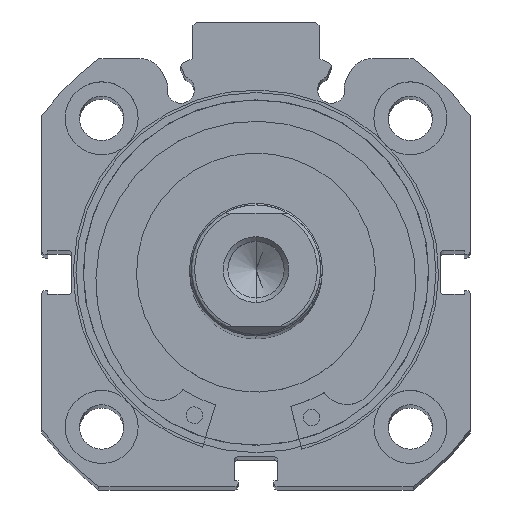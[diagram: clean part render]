
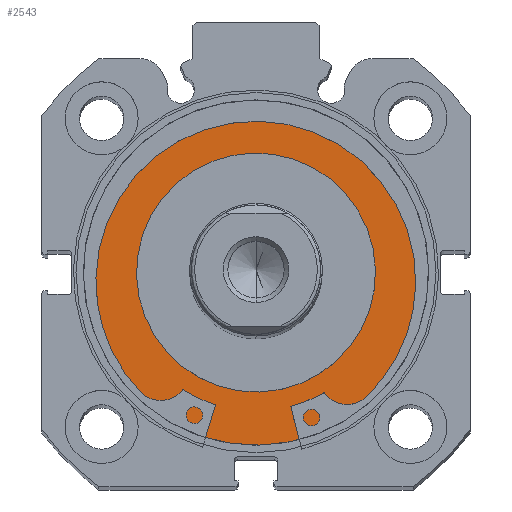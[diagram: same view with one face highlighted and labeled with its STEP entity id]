
A CAD part, top view. The second image highlights one B-rep face of the part: STEP entity #2543.
In plain terms, the highlighted face is planar.
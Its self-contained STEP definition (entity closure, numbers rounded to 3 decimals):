
#33 = CARTESIAN_POINT ( 'NONE',  ( 3.5, 0., 18. ) ) ;
#38 = CARTESIAN_POINT ( 'NONE',  ( 3.5, 0., -18. ) ) ;
#57 = CARTESIAN_POINT ( 'NONE',  ( 3.5, 0., -26. ) ) ;
#59 = CARTESIAN_POINT ( 'NONE',  ( 3.5, 0., 26. ) ) ;
#617 = EDGE_LOOP ( 'NONE', ( #695, #693 ) ) ;
#657 = EDGE_LOOP ( 'NONE', ( #696, #694 ) ) ;
#693 = ORIENTED_EDGE ( 'NONE', *, *, #2100, .T. ) ;
#694 = ORIENTED_EDGE ( 'NONE', *, *, #2099, .F. ) ;
#695 = ORIENTED_EDGE ( 'NONE', *, *, #2086, .T. ) ;
#696 = ORIENTED_EDGE ( 'NONE', *, *, #2091, .F. ) ;
#898 = VERTEX_POINT ( 'NONE', #59 ) ;
#899 = VERTEX_POINT ( 'NONE', #57 ) ;
#916 = VERTEX_POINT ( 'NONE', #38 ) ;
#918 = VERTEX_POINT ( 'NONE', #33 ) ;
#2086 = EDGE_CURVE ( 'NONE', #898, #899, #6290, .T. ) ;
#2091 = EDGE_CURVE ( 'NONE', #918, #916, #6297, .T. ) ;
#2099 = EDGE_CURVE ( 'NONE', #916, #918, #6305, .T. ) ;
#2100 = EDGE_CURVE ( 'NONE', #899, #898, #6307, .T. ) ;
#2345 = AXIS2_PLACEMENT_3D ( 'NONE', #5380, #5381, #5382 ) ;
#2349 = AXIS2_PLACEMENT_3D ( 'NONE', #5390, #5391, #5392 ) ;
#2353 = AXIS2_PLACEMENT_3D ( 'NONE', #5407, #5414, #5415 ) ;
#2354 = AXIS2_PLACEMENT_3D ( 'NONE', #5410, #5417, #5418 ) ;
#2543 = ADVANCED_FACE ( 'NONE', ( #6645, #6658 ), #6017, .F. ) ;
#5380 = CARTESIAN_POINT ( 'NONE',  ( 3.5, 0., 0. ) ) ;
#5381 = DIRECTION ( 'NONE',  ( -1., 0., 0. ) ) ;
#5382 = DIRECTION ( 'NONE',  ( 0., 0., 1. ) ) ;
#5390 = CARTESIAN_POINT ( 'NONE',  ( 3.5, 0., 0. ) ) ;
#5391 = DIRECTION ( 'NONE',  ( -1., 0., 0. ) ) ;
#5392 = DIRECTION ( 'NONE',  ( 0., 0., 1. ) ) ;
#5407 = CARTESIAN_POINT ( 'NONE',  ( 3.5, 0., 0. ) ) ;
#5410 = CARTESIAN_POINT ( 'NONE',  ( 3.5, 0., 0. ) ) ;
#5414 = DIRECTION ( 'NONE',  ( -1., 0., 0. ) ) ;
#5415 = DIRECTION ( 'NONE',  ( 0., 0., 1. ) ) ;
#5417 = DIRECTION ( 'NONE',  ( -1., 0., 0. ) ) ;
#5418 = DIRECTION ( 'NONE',  ( 0., 0., 1. ) ) ;
#6016 = CARTESIAN_POINT ( 'NONE',  ( 3.5, 26., 0. ) ) ;
#6017 = PLANE ( 'NONE',  #6981 ) ;
#6018 = DIRECTION ( 'NONE',  ( 1., 0., 0. ) ) ;
#6019 = DIRECTION ( 'NONE',  ( 0., 0., -1. ) ) ;
#6290 = CIRCLE ( 'NONE', #2345, 26. ) ;
#6297 = CIRCLE ( 'NONE', #2349, 18. ) ;
#6305 = CIRCLE ( 'NONE', #2353, 18. ) ;
#6307 = CIRCLE ( 'NONE', #2354, 26. ) ;
#6645 = FACE_BOUND ( 'NONE', #657, .T. ) ;
#6658 = FACE_OUTER_BOUND ( 'NONE', #617, .T. ) ;
#6981 = AXIS2_PLACEMENT_3D ( 'NONE', #6016, #6018, #6019 ) ;
